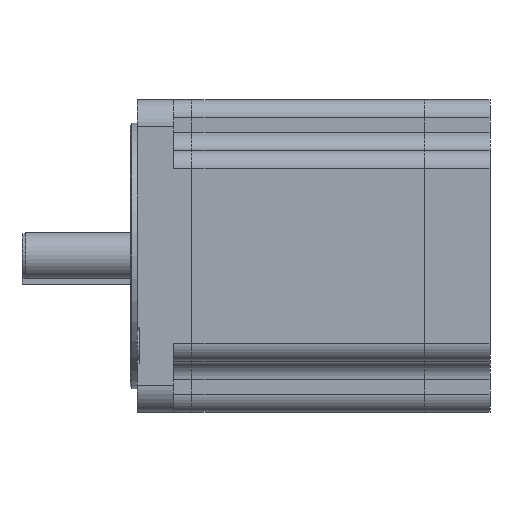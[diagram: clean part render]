
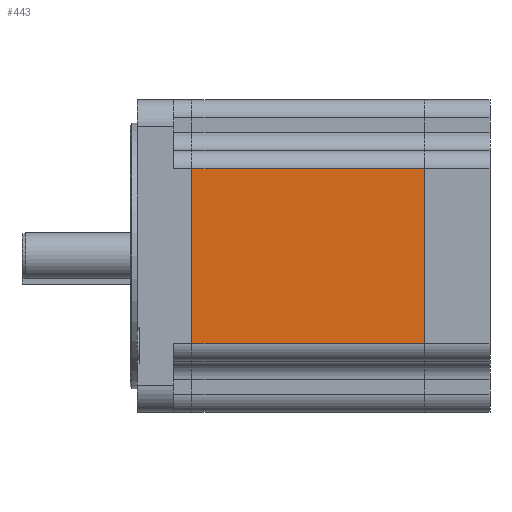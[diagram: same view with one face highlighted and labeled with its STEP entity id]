
A CAD part, left-side view. The second image highlights one B-rep face of the part: STEP entity #443.
In plain terms, the highlighted planar face has unit normal (-1, 0, 0).
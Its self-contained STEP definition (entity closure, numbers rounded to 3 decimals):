
#93 = EDGE_CURVE ( 'NONE', #577, #578, #10855, .T. ) ;
#443 = ADVANCED_FACE ( 'NONE', ( #6909 ), #3430, .F. ) ;
#577 = VERTEX_POINT ( 'NONE', #8539 ) ;
#578 = VERTEX_POINT ( 'NONE', #8540 ) ;
#1223 = EDGE_LOOP ( 'NONE', ( #4751, #4749, #4750, #4748 ) ) ;
#1470 = VECTOR ( 'NONE', #10857, 1000. ) ;
#3430 = PLANE ( 'NONE',  #6930 ) ;
#3458 = CARTESIAN_POINT ( 'NONE',  ( -13.393, 97., -18.144 ) ) ;
#3459 = DIRECTION ( 'NONE',  ( 1., 0., 0. ) ) ;
#3460 = DIRECTION ( 'NONE',  ( 0., 0., -1. ) ) ;
#4748 = ORIENTED_EDGE ( 'NONE', *, *, #5523, .T. ) ;
#4749 = ORIENTED_EDGE ( 'NONE', *, *, #5521, .T. ) ;
#4750 = ORIENTED_EDGE ( 'NONE', *, *, #5522, .T. ) ;
#4751 = ORIENTED_EDGE ( 'NONE', *, *, #93, .F. ) ;
#5456 = CARTESIAN_POINT ( 'NONE',  ( -13.393, 18.01, 41.356 ) ) ;
#5457 = CARTESIAN_POINT ( 'NONE',  ( -13.393, 18.01, -6.644 ) ) ;
#5521 = EDGE_CURVE ( 'NONE', #577, #9764, #8898, .T. ) ;
#5522 = EDGE_CURVE ( 'NONE', #9764, #9763, #8901, .T. ) ;
#5523 = EDGE_CURVE ( 'NONE', #9763, #578, #8904, .T. ) ;
#6909 = FACE_OUTER_BOUND ( 'NONE', #1223, .T. ) ;
#6930 = AXIS2_PLACEMENT_3D ( 'NONE', #3458, #3459, #3460 ) ;
#8539 = CARTESIAN_POINT ( 'NONE',  ( -13.393, 81.99, -6.644 ) ) ;
#8540 = CARTESIAN_POINT ( 'NONE',  ( -13.393, 81.99, 41.356 ) ) ;
#8898 = LINE ( 'NONE', #8899, #9842 ) ;
#8899 = CARTESIAN_POINT ( 'NONE',  ( -13.393, 97., -6.644 ) ) ;
#8900 = DIRECTION ( 'NONE',  ( 0., -1., 0. ) ) ;
#8901 = LINE ( 'NONE', #8902, #9846 ) ;
#8902 = CARTESIAN_POINT ( 'NONE',  ( -13.393, 18.01, -18.144 ) ) ;
#8903 = DIRECTION ( 'NONE',  ( 0., 0., 1. ) ) ;
#8904 = LINE ( 'NONE', #8905, #9849 ) ;
#8905 = CARTESIAN_POINT ( 'NONE',  ( -13.393, 97., 41.356 ) ) ;
#8906 = DIRECTION ( 'NONE',  ( 0., 1., 0. ) ) ;
#9763 = VERTEX_POINT ( 'NONE', #5456 ) ;
#9764 = VERTEX_POINT ( 'NONE', #5457 ) ;
#9842 = VECTOR ( 'NONE', #8900, 1000. ) ;
#9846 = VECTOR ( 'NONE', #8903, 1000. ) ;
#9849 = VECTOR ( 'NONE', #8906, 1000. ) ;
#10855 = LINE ( 'NONE', #10856, #1470 ) ;
#10856 = CARTESIAN_POINT ( 'NONE',  ( -13.393, 81.99, -18.144 ) ) ;
#10857 = DIRECTION ( 'NONE',  ( 0., 0., 1. ) ) ;
